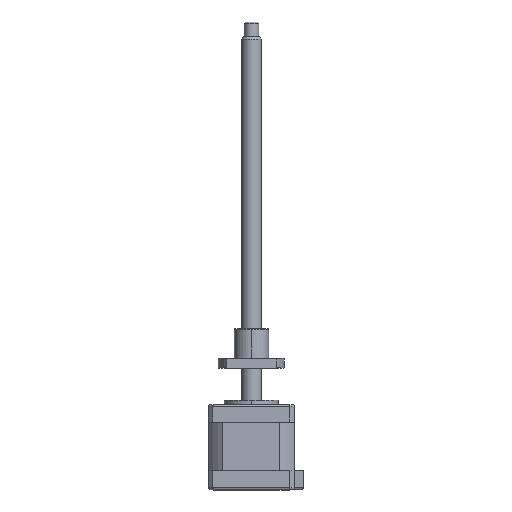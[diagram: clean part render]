
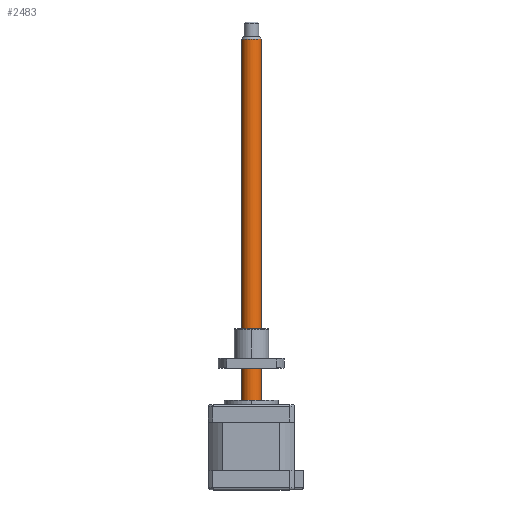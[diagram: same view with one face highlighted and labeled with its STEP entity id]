
A CAD part, top view. The second image highlights one B-rep face of the part: STEP entity #2483.
In plain terms, the highlighted cylindrical face has radius 4 mm (diameter 8 mm), a partial arc.
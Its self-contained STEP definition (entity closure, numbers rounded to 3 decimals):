
#108 = VECTOR ( 'NONE', #5241, 1000. ) ;
#932 = VERTEX_POINT ( 'NONE', #4822 ) ;
#1016 = CARTESIAN_POINT ( 'NONE',  ( -0.709, 164.993, 16.638 ) ) ;
#1070 = ORIENTED_EDGE ( 'NONE', *, *, #1650, .T. ) ;
#1564 = CIRCLE ( 'NONE', #5626, 4. ) ;
#1650 = EDGE_CURVE ( 'NONE', #932, #8757, #9879, .T. ) ;
#1692 = CARTESIAN_POINT ( 'NONE',  ( -0.709, 15.993, 16.638 ) ) ;
#1879 = LINE ( 'NONE', #6402, #7779 ) ;
#2125 = CARTESIAN_POINT ( 'NONE',  ( -8.709, 165.993, 16.638 ) ) ;
#2483 = ADVANCED_FACE ( 'NONE', ( #6800 ), #8632, .T. ) ;
#3288 = EDGE_CURVE ( 'NONE', #7220, #932, #6169, .T. ) ;
#3546 = DIRECTION ( 'NONE',  ( -1., 0., 0. ) ) ;
#3724 = ORIENTED_EDGE ( 'NONE', *, *, #9371, .F. ) ;
#3745 = EDGE_LOOP ( 'NONE', ( #9470, #4177, #1070, #3724 ) ) ;
#3797 = DIRECTION ( 'NONE',  ( 0., -1., 0. ) ) ;
#3880 = DIRECTION ( 'NONE',  ( 0., -1., 0. ) ) ;
#4177 = ORIENTED_EDGE ( 'NONE', *, *, #3288, .T. ) ;
#4236 = AXIS2_PLACEMENT_3D ( 'NONE', #8421, #3797, #9180 ) ;
#4327 = DIRECTION ( 'NONE',  ( 0., -1., 0. ) ) ;
#4540 = CARTESIAN_POINT ( 'NONE',  ( -8.709, 15.993, 16.638 ) ) ;
#4822 = CARTESIAN_POINT ( 'NONE',  ( -8.709, 164.993, 16.638 ) ) ;
#5241 = DIRECTION ( 'NONE',  ( 0., -1., 0. ) ) ;
#5317 = AXIS2_PLACEMENT_3D ( 'NONE', #8933, #4327, #3546 ) ;
#5626 = AXIS2_PLACEMENT_3D ( 'NONE', #8510, #3880, #9278 ) ;
#6169 = CIRCLE ( 'NONE', #4236, 4. ) ;
#6402 = CARTESIAN_POINT ( 'NONE',  ( -0.709, 165.993, 16.638 ) ) ;
#6713 = EDGE_CURVE ( 'NONE', #7220, #8170, #1879, .T. ) ;
#6800 = FACE_OUTER_BOUND ( 'NONE', #3745, .T. ) ;
#7198 = DIRECTION ( 'NONE',  ( 0., -1., 0. ) ) ;
#7220 = VERTEX_POINT ( 'NONE', #1016 ) ;
#7779 = VECTOR ( 'NONE', #7198, 1000. ) ;
#8170 = VERTEX_POINT ( 'NONE', #1692 ) ;
#8421 = CARTESIAN_POINT ( 'NONE',  ( -4.709, 164.993, 16.638 ) ) ;
#8510 = CARTESIAN_POINT ( 'NONE',  ( -4.709, 15.993, 16.638 ) ) ;
#8632 = CYLINDRICAL_SURFACE ( 'NONE', #5317, 4. ) ;
#8757 = VERTEX_POINT ( 'NONE', #4540 ) ;
#8933 = CARTESIAN_POINT ( 'NONE',  ( -4.709, 165.993, 16.638 ) ) ;
#9180 = DIRECTION ( 'NONE',  ( 1., 0., 0. ) ) ;
#9278 = DIRECTION ( 'NONE',  ( -1., 0., 0. ) ) ;
#9371 = EDGE_CURVE ( 'NONE', #8170, #8757, #1564, .T. ) ;
#9470 = ORIENTED_EDGE ( 'NONE', *, *, #6713, .F. ) ;
#9879 = LINE ( 'NONE', #2125, #108 ) ;
